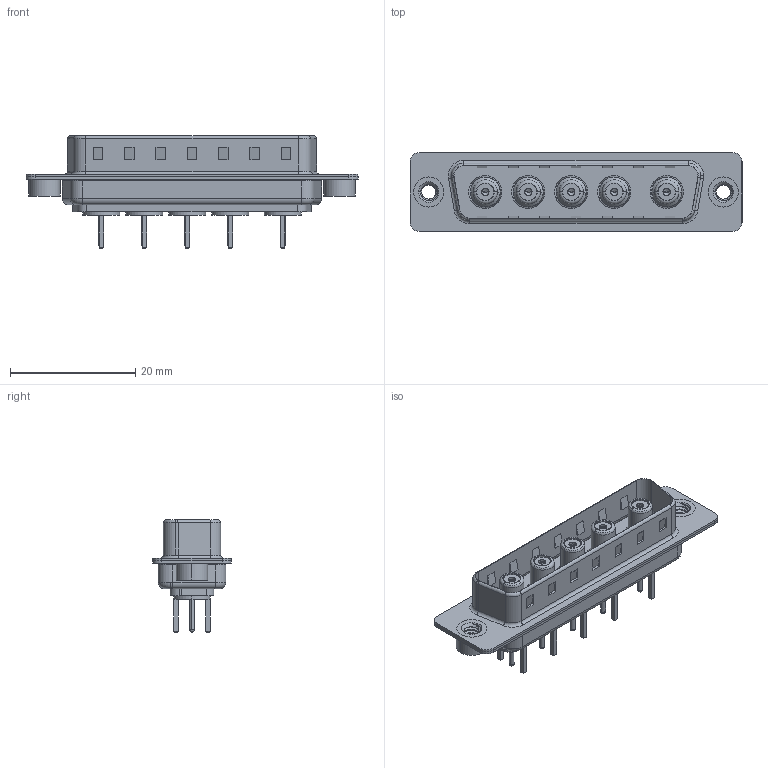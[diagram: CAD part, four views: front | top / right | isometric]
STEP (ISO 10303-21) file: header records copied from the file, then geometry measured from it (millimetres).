
FILE_DESCRIPTION (( 'STEP AP203' ), '1' );
FILE_NAME ('627-5W5-624-5T2.STEP', '2019-05-26T02:02:31', ( '' ), ( '' ), 'SwSTEP 2.0', 'SolidWorks 2016', '' );
FILE_SCHEMA (( 'CONFIG_CONTROL_DESIGN' ));
Length unit declared in the file: millimetre
Products named in the file (11): 627-5W5-624-5T2; 627Combo Shell Front_25 Contacts; 627Combo Threaded Rivet_2; Co-Ax Jack_Straight PC Tail; Insulator Socket; Insulator Socket 2; Locking Collar; Socket_Str; 627Combo Housing_5W5; Co-Ax Jack Assy_S; 627Combo Shell Rear_25 Contacts
Assembly tree (15 placements, depth 3):
  627-5W5-624-5T2
    627Combo Housing_5W5
    627Combo Shell Rear_25 Contacts
    627Combo Shell Front_25 Contacts
    627Combo Threaded Rivet_2  x2
    Co-Ax Jack Assy_S  x5
      Co-Ax Jack_Straight PC Tail
      Insulator Socket
      Insulator Socket 2
      Locking Collar
      Socket_Str
Bounding box: 53 x 12.6 x 17.9 mm (x, y, z)
Volume: 2826.6 mm3; surface area: 8693.5 mm2
Topology: 30 solids, 30 shells, 931 faces, 2202 edges, 1382 vertices
Faces by surface type: plane 406, cylinder 372, torus 70, cone 57, bspline 16, sphere 10
Entity records: 16890 total; most frequent: CARTESIAN_POINT 4017, DIRECTION 2525, ORIENTED_EDGE 2334, EDGE_CURVE 1167, AXIS2_PLACEMENT_3D 929, VERTEX_POINT 738, LINE 667, VECTOR 667
